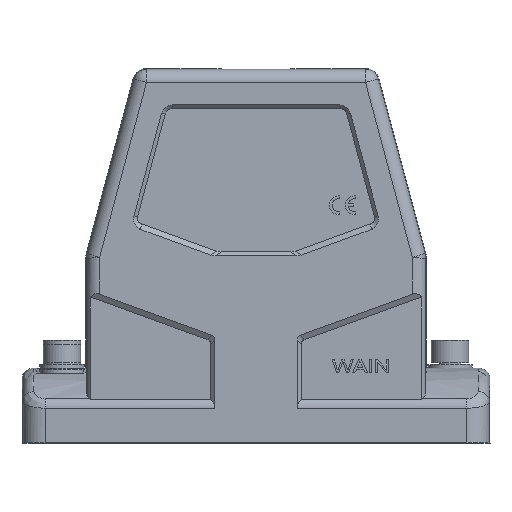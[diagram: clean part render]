
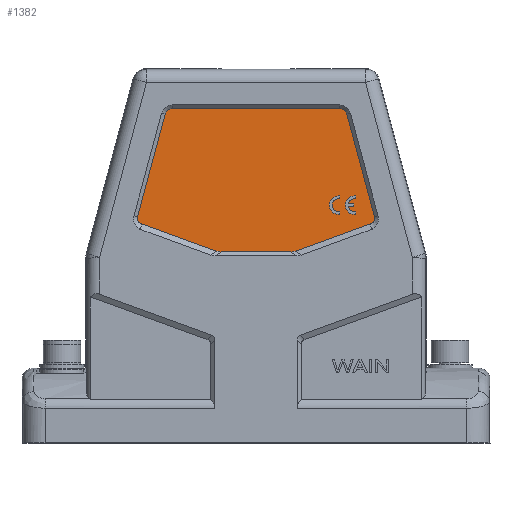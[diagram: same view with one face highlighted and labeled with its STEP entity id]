
A CAD part, top view. The second image highlights one B-rep face of the part: STEP entity #1382.
In plain terms, the highlighted planar face has unit normal (0, 0, 1).
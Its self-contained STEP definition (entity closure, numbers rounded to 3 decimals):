
#503=CIRCLE('',#10334,2.);
#504=CIRCLE('',#10335,2.);
#505=CIRCLE('',#10336,1.746);
#506=CIRCLE('',#10337,2.5);
#507=CIRCLE('',#10338,1.746);
#508=CIRCLE('',#10339,1.746);
#509=CIRCLE('',#10340,2.5);
#599=FACE_BOUND('',#2739,.T.);
#600=FACE_BOUND('',#2740,.T.);
#601=FACE_BOUND('',#2741,.T.);
#826=PLANE('',#10341);
#1382=ADVANCED_FACE('',(#599,#600,#601),#826,.T.);
#2739=EDGE_LOOP('',(#5702,#5703,#5704,#5705,#5706,#5707,#5708,#5709,#5710,
#5711,#5712,#5713));
#2740=EDGE_LOOP('',(#5714,#5715,#5716,#5717,#5718,#5719,#5720,#5721));
#2741=EDGE_LOOP('',(#5722,#5723,#5724,#5725));
#3266=B_SPLINE_CURVE_WITH_KNOTS('',3,(#20792,#20793,#20794,#20795),
 .UNSPECIFIED.,.F.,.F.,(4,4),(0.,1.),.UNSPECIFIED.);
#3267=B_SPLINE_CURVE_WITH_KNOTS('',3,(#20797,#20798,#20799,#20800),
 .UNSPECIFIED.,.F.,.F.,(4,4),(0.,1.),.UNSPECIFIED.);
#3268=B_SPLINE_CURVE_WITH_KNOTS('',3,(#20804,#20805,#20806,#20807,#20808),
 .UNSPECIFIED.,.F.,.F.,(4,1,4),(0.,0.5,1.),.UNSPECIFIED.);
#3269=B_SPLINE_CURVE_WITH_KNOTS('',3,(#20820,#20821,#20822,#20823,#20824),
 .UNSPECIFIED.,.F.,.F.,(4,1,4),(0.,0.5,1.),.UNSPECIFIED.);
#5702=ORIENTED_EDGE('',*,*,#8163,.F.);
#5703=ORIENTED_EDGE('',*,*,#8167,.T.);
#5704=ORIENTED_EDGE('',*,*,#8168,.F.);
#5705=ORIENTED_EDGE('',*,*,#8169,.F.);
#5706=ORIENTED_EDGE('',*,*,#8170,.F.);
#5707=ORIENTED_EDGE('',*,*,#8171,.F.);
#5708=ORIENTED_EDGE('',*,*,#8172,.F.);
#5709=ORIENTED_EDGE('',*,*,#8173,.T.);
#5710=ORIENTED_EDGE('',*,*,#8174,.T.);
#5711=ORIENTED_EDGE('',*,*,#8175,.F.);
#5712=ORIENTED_EDGE('',*,*,#8176,.T.);
#5713=ORIENTED_EDGE('',*,*,#8166,.T.);
#5714=ORIENTED_EDGE('',*,*,#8177,.F.);
#5715=ORIENTED_EDGE('',*,*,#8178,.F.);
#5716=ORIENTED_EDGE('',*,*,#8179,.T.);
#5717=ORIENTED_EDGE('',*,*,#8180,.F.);
#5718=ORIENTED_EDGE('',*,*,#8181,.F.);
#5719=ORIENTED_EDGE('',*,*,#8182,.F.);
#5720=ORIENTED_EDGE('',*,*,#8183,.T.);
#5721=ORIENTED_EDGE('',*,*,#8184,.F.);
#5722=ORIENTED_EDGE('',*,*,#8185,.F.);
#5723=ORIENTED_EDGE('',*,*,#8186,.T.);
#5724=ORIENTED_EDGE('',*,*,#8187,.F.);
#5725=ORIENTED_EDGE('',*,*,#8188,.F.);
#6827=VERTEX_POINT('',#20785);
#6828=VERTEX_POINT('',#20787);
#6829=VERTEX_POINT('',#20791);
#6830=VERTEX_POINT('',#20801);
#6831=VERTEX_POINT('',#20803);
#6832=VERTEX_POINT('',#20809);
#6833=VERTEX_POINT('',#20811);
#6834=VERTEX_POINT('',#20813);
#6835=VERTEX_POINT('',#20815);
#6836=VERTEX_POINT('',#20817);
#6837=VERTEX_POINT('',#20819);
#6838=VERTEX_POINT('',#20825);
#6839=VERTEX_POINT('',#20828);
#6840=VERTEX_POINT('',#20829);
#6841=VERTEX_POINT('',#20831);
#6842=VERTEX_POINT('',#20833);
#6843=VERTEX_POINT('',#20835);
#6844=VERTEX_POINT('',#20837);
#6845=VERTEX_POINT('',#20839);
#6846=VERTEX_POINT('',#20841);
#6847=VERTEX_POINT('',#20844);
#6848=VERTEX_POINT('',#20845);
#6849=VERTEX_POINT('',#20847);
#6850=VERTEX_POINT('',#20849);
#8163=EDGE_CURVE('',#6827,#6828,#8869,.T.);
#8166=EDGE_CURVE('',#6829,#6828,#3266,.T.);
#8167=EDGE_CURVE('',#6827,#6830,#3267,.T.);
#8168=EDGE_CURVE('',#6831,#6830,#8872,.T.);
#8169=EDGE_CURVE('',#6832,#6831,#3268,.T.);
#8170=EDGE_CURVE('',#6833,#6832,#8873,.T.);
#8171=EDGE_CURVE('',#6834,#6833,#503,.T.);
#8172=EDGE_CURVE('',#6835,#6834,#8874,.T.);
#8173=EDGE_CURVE('',#6835,#6836,#504,.T.);
#8174=EDGE_CURVE('',#6836,#6837,#8875,.T.);
#8175=EDGE_CURVE('',#6838,#6837,#3269,.T.);
#8176=EDGE_CURVE('',#6838,#6829,#8876,.T.);
#8177=EDGE_CURVE('',#6839,#6840,#8877,.T.);
#8178=EDGE_CURVE('',#6841,#6839,#8878,.T.);
#8179=EDGE_CURVE('',#6841,#6842,#505,.T.);
#8180=EDGE_CURVE('',#6843,#6842,#8879,.T.);
#8181=EDGE_CURVE('',#6844,#6843,#506,.T.);
#8182=EDGE_CURVE('',#6845,#6844,#8880,.T.);
#8183=EDGE_CURVE('',#6845,#6846,#507,.T.);
#8184=EDGE_CURVE('',#6840,#6846,#8881,.T.);
#8185=EDGE_CURVE('',#6847,#6848,#8882,.T.);
#8186=EDGE_CURVE('',#6847,#6849,#508,.T.);
#8187=EDGE_CURVE('',#6850,#6849,#8883,.T.);
#8188=EDGE_CURVE('',#6848,#6850,#509,.T.);
#8869=LINE('',#20786,#9514);
#8872=LINE('',#20802,#9517);
#8873=LINE('',#20810,#9518);
#8874=LINE('',#20814,#9519);
#8875=LINE('',#20818,#9520);
#8876=LINE('',#20826,#9521);
#8877=LINE('',#20827,#9522);
#8878=LINE('',#20830,#9523);
#8879=LINE('',#20834,#9524);
#8880=LINE('',#20838,#9525);
#8881=LINE('',#20842,#9526);
#8882=LINE('',#20843,#9527);
#8883=LINE('',#20848,#9528);
#9514=VECTOR('',#12424,1.);
#9517=VECTOR('',#12431,1.);
#9518=VECTOR('',#12432,1.);
#9519=VECTOR('',#12435,1.);
#9520=VECTOR('',#12438,1.);
#9521=VECTOR('',#12439,1.);
#9522=VECTOR('',#12440,1.);
#9523=VECTOR('',#12441,1.);
#9524=VECTOR('',#12444,1.);
#9525=VECTOR('',#12447,1.);
#9526=VECTOR('',#12450,1.);
#9527=VECTOR('',#12451,1.);
#9528=VECTOR('',#12454,1.);
#10334=AXIS2_PLACEMENT_3D('',#20812,#12433,#12434);
#10335=AXIS2_PLACEMENT_3D('',#20816,#12436,#12437);
#10336=AXIS2_PLACEMENT_3D('',#20832,#12442,#12443);
#10337=AXIS2_PLACEMENT_3D('',#20836,#12445,#12446);
#10338=AXIS2_PLACEMENT_3D('',#20840,#12448,#12449);
#10339=AXIS2_PLACEMENT_3D('',#20846,#12452,#12453);
#10340=AXIS2_PLACEMENT_3D('',#20850,#12455,#12456);
#10341=AXIS2_PLACEMENT_3D('',#20851,#12457,#12458);
#12424=DIRECTION('',(-1.,0.,0.));
#12431=DIRECTION('',(-0.94,-0.342,0.));
#12432=DIRECTION('',(0.259,-0.966,0.));
#12433=DIRECTION('',(0.,0.,-1.));
#12434=DIRECTION('',(0.,1.,0.));
#12435=DIRECTION('',(1.,0.,0.));
#12436=DIRECTION('',(0.,0.,1.));
#12437=DIRECTION('',(0.,1.,0.));
#12438=DIRECTION('',(-0.259,-0.966,0.));
#12439=DIRECTION('',(0.94,-0.342,0.));
#12440=DIRECTION('',(0.,1.,0.));
#12441=DIRECTION('',(1.,0.,0.));
#12442=DIRECTION('',(0.,0.,1.));
#12443=DIRECTION('',(-0.977,-0.214,0.));
#12444=DIRECTION('',(0.,1.,0.));
#12445=DIRECTION('',(0.,0.,1.));
#12446=DIRECTION('',(0.109,0.994,0.));
#12447=DIRECTION('',(0.,1.,0.));
#12448=DIRECTION('',(0.,0.,1.));
#12449=DIRECTION('',(0.152,0.988,0.));
#12450=DIRECTION('',(-1.,0.,0.));
#12451=DIRECTION('',(0.,1.,0.));
#12452=DIRECTION('',(0.,0.,1.));
#12453=DIRECTION('',(0.152,0.988,0.));
#12454=DIRECTION('',(0.,1.,0.));
#12455=DIRECTION('',(0.,0.,1.));
#12456=DIRECTION('',(0.109,0.994,0.));
#12457=DIRECTION('',(0.,0.,1.));
#12458=DIRECTION('',(1.,0.,0.));
#20785=CARTESIAN_POINT('',(9.272,51.,27.5));
#20786=CARTESIAN_POINT('',(9.272,51.,27.5));
#20787=CARTESIAN_POINT('',(-9.272,51.,27.5));
#20791=CARTESIAN_POINT('',(-10.456,51.183,27.5));
#20792=CARTESIAN_POINT('',(-10.456,51.183,27.5));
#20793=CARTESIAN_POINT('',(-10.121,51.061,27.5));
#20794=CARTESIAN_POINT('',(-9.726,51.,27.5));
#20795=CARTESIAN_POINT('',(-9.272,51.,27.5));
#20797=CARTESIAN_POINT('',(9.272,51.,27.5));
#20798=CARTESIAN_POINT('',(9.726,51.,27.5));
#20799=CARTESIAN_POINT('',(10.121,51.061,27.5));
#20800=CARTESIAN_POINT('',(10.456,51.183,27.5));
#20801=CARTESIAN_POINT('',(10.456,51.183,27.5));
#20802=CARTESIAN_POINT('',(30.695,58.549,27.5));
#20803=CARTESIAN_POINT('',(30.695,58.549,27.5));
#20804=CARTESIAN_POINT('',(31.631,60.347,27.5));
#20805=CARTESIAN_POINT('',(31.727,59.989,27.5));
#20806=CARTESIAN_POINT('',(31.64,59.2,27.5));
#20807=CARTESIAN_POINT('',(31.043,58.677,27.5));
#20808=CARTESIAN_POINT('',(30.695,58.549,27.5));
#20809=CARTESIAN_POINT('',(31.631,60.347,27.5));
#20810=CARTESIAN_POINT('',(24.275,87.799,27.5));
#20811=CARTESIAN_POINT('',(24.275,87.799,27.5));
#20812=CARTESIAN_POINT('',(22.343,87.282,27.5));
#20813=CARTESIAN_POINT('',(22.343,89.282,27.5));
#20814=CARTESIAN_POINT('',(-22.344,89.282,27.5));
#20815=CARTESIAN_POINT('',(-22.344,89.282,27.5));
#20816=CARTESIAN_POINT('',(-22.343,87.282,27.5));
#20817=CARTESIAN_POINT('',(-24.275,87.8,27.5));
#20818=CARTESIAN_POINT('',(-24.275,87.799,27.5));
#20819=CARTESIAN_POINT('',(-31.631,60.347,27.5));
#20820=CARTESIAN_POINT('',(-30.695,58.549,27.5));
#20821=CARTESIAN_POINT('',(-31.043,58.677,27.5));
#20822=CARTESIAN_POINT('',(-31.64,59.2,27.5));
#20823=CARTESIAN_POINT('',(-31.727,59.989,27.5));
#20824=CARTESIAN_POINT('',(-31.631,60.347,27.5));
#20825=CARTESIAN_POINT('',(-30.695,58.549,27.5));
#20826=CARTESIAN_POINT('',(-30.695,58.549,27.5));
#20827=CARTESIAN_POINT('',(26.092,63.131,27.5));
#20828=CARTESIAN_POINT('',(26.092,63.131,27.5));
#20829=CARTESIAN_POINT('',(26.092,63.887,27.5));
#20830=CARTESIAN_POINT('',(24.637,63.131,27.5));
#20831=CARTESIAN_POINT('',(24.637,63.131,27.5));
#20832=CARTESIAN_POINT('',(26.343,63.504,27.5));
#20833=CARTESIAN_POINT('',(26.608,61.778,27.5));
#20834=CARTESIAN_POINT('',(26.608,61.024,27.5));
#20835=CARTESIAN_POINT('',(26.608,61.024,27.5));
#20836=CARTESIAN_POINT('',(26.335,63.509,27.5));
#20837=CARTESIAN_POINT('',(26.608,65.994,27.5));
#20838=CARTESIAN_POINT('',(26.608,65.23,27.5));
#20839=CARTESIAN_POINT('',(26.608,65.23,27.5));
#20840=CARTESIAN_POINT('',(26.343,63.504,27.5));
#20841=CARTESIAN_POINT('',(24.639,63.887,27.5));
#20842=CARTESIAN_POINT('',(26.092,63.887,27.5));
#20843=CARTESIAN_POINT('',(22.367,65.235,27.5));
#20844=CARTESIAN_POINT('',(22.367,65.235,27.5));
#20845=CARTESIAN_POINT('',(22.367,65.998,27.5));
#20846=CARTESIAN_POINT('',(22.102,63.509,27.5));
#20847=CARTESIAN_POINT('',(22.367,61.783,27.5));
#20848=CARTESIAN_POINT('',(22.367,61.028,27.5));
#20849=CARTESIAN_POINT('',(22.367,61.028,27.5));
#20850=CARTESIAN_POINT('',(22.094,63.513,27.5));
#20851=CARTESIAN_POINT('',(0.,0.,27.5));
